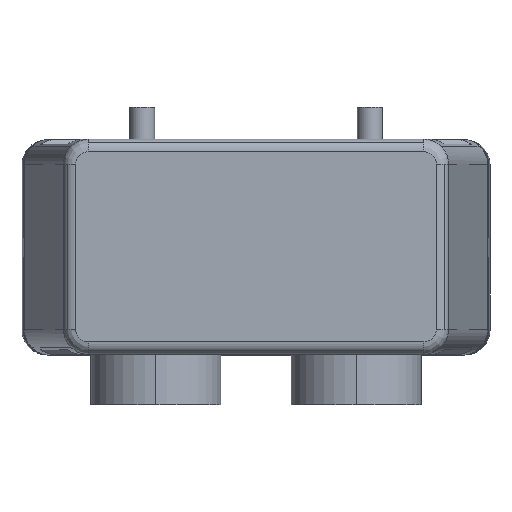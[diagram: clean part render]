
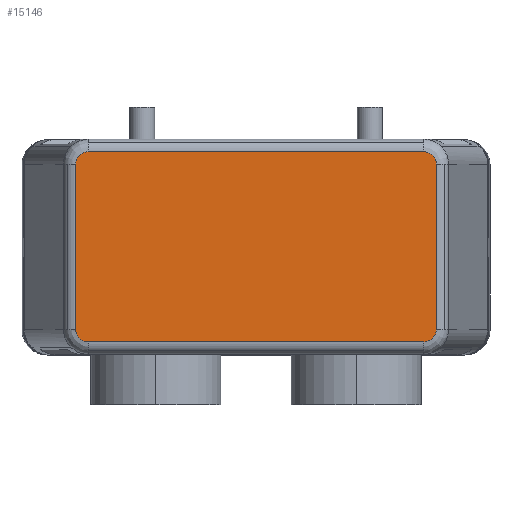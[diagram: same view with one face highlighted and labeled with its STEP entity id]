
A CAD part, top view. The second image highlights one B-rep face of the part: STEP entity #15146.
In plain terms, the highlighted planar face has unit normal (0, 0, 1).
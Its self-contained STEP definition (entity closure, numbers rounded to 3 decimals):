
#410=CARTESIAN_POINT('',(-36.018,-16.5,76.0));
#411=VERTEX_POINT('',#410);
#419=CARTESIAN_POINT('',(-36.018,16.5,76.0));
#420=VERTEX_POINT('',#419);
#421=CARTESIAN_POINT('',(-36.018,-16.5,76.0));
#422=DIRECTION('',(0.0,1.0,0.0));
#423=VECTOR('',#422,33.0);
#424=LINE('',#421,#423);
#425=EDGE_CURVE('',#411,#420,#424,.T.);
#14563=CARTESIAN_POINT('',(33.479,-19.0,76.0));
#14564=VERTEX_POINT('',#14563);
#14572=CARTESIAN_POINT('',(-33.479,-19.0,76.0));
#14573=VERTEX_POINT('',#14572);
#14574=CARTESIAN_POINT('',(33.479,-19.0,76.0));
#14575=DIRECTION('',(-1.0,0.0,0.0));
#14576=VECTOR('',#14575,66.958);
#14577=LINE('',#14574,#14576);
#14578=EDGE_CURVE('',#14564,#14573,#14577,.T.);
#14683=CARTESIAN_POINT('',(-33.479,-16.5,76.0));
#14684=DIRECTION('',(0.0,0.0,-1.0));
#14685=DIRECTION('',(-1.0,0.0,0.0));
#14686=AXIS2_PLACEMENT_3D('',#14683,#14684,#14685);
#14687=ELLIPSE('',#14686,2.539,2.5);
#14688=EDGE_CURVE('',#14573,#411,#14687,.T.);
#14775=CARTESIAN_POINT('',(36.018,-16.5,76.0));
#14776=VERTEX_POINT('',#14775);
#14784=CARTESIAN_POINT('',(33.479,-16.5,76.0));
#14785=DIRECTION('',(0.0,0.0,-1.0));
#14786=DIRECTION('',(1.0,0.0,0.0));
#14787=AXIS2_PLACEMENT_3D('',#14784,#14785,#14786);
#14788=ELLIPSE('',#14787,2.539,2.5);
#14789=EDGE_CURVE('',#14776,#14564,#14788,.T.);
#14833=CARTESIAN_POINT('',(36.018,16.5,76.0));
#14834=VERTEX_POINT('',#14833);
#14842=CARTESIAN_POINT('',(36.018,16.5,76.0));
#14843=DIRECTION('',(0.0,-1.0,0.0));
#14844=VECTOR('',#14843,33.0);
#14845=LINE('',#14842,#14844);
#14846=EDGE_CURVE('',#14834,#14776,#14845,.T.);
#14933=CARTESIAN_POINT('',(-33.479,19.0,76.0));
#14934=VERTEX_POINT('',#14933);
#14947=CARTESIAN_POINT('',(-33.479,16.5,76.0));
#14948=DIRECTION('',(0.0,0.0,-1.0));
#14949=DIRECTION('',(-1.0,0.0,0.0));
#14950=AXIS2_PLACEMENT_3D('',#14947,#14948,#14949);
#14951=ELLIPSE('',#14950,2.539,2.5);
#14952=EDGE_CURVE('',#420,#14934,#14951,.T.);
#15039=CARTESIAN_POINT('',(33.479,19.0,76.0));
#15040=VERTEX_POINT('',#15039);
#15048=CARTESIAN_POINT('',(33.479,16.5,76.0));
#15049=DIRECTION('',(0.0,0.0,-1.0));
#15050=DIRECTION('',(1.0,0.0,0.0));
#15051=AXIS2_PLACEMENT_3D('',#15048,#15049,#15050);
#15052=ELLIPSE('',#15051,2.539,2.5);
#15053=EDGE_CURVE('',#15040,#14834,#15052,.T.);
#15075=CARTESIAN_POINT('',(-33.479,19.0,76.0));
#15076=DIRECTION('',(1.0,0.0,0.0));
#15077=VECTOR('',#15076,66.958);
#15078=LINE('',#15075,#15077);
#15079=EDGE_CURVE('',#14934,#15040,#15078,.T.);
#15131=CARTESIAN_POINT('',(38.115,0.0,76.0));
#15132=DIRECTION('',(0.0,0.0,1.0));
#15133=DIRECTION('',(1.0,0.0,0.0));
#15134=AXIS2_PLACEMENT_3D('',#15131,#15132,#15133);
#15135=PLANE('',#15134);
#15136=ORIENTED_EDGE('',*,*,#14578,.F.);
#15137=ORIENTED_EDGE('',*,*,#14789,.F.);
#15138=ORIENTED_EDGE('',*,*,#14846,.F.);
#15139=ORIENTED_EDGE('',*,*,#15053,.F.);
#15140=ORIENTED_EDGE('',*,*,#15079,.F.);
#15141=ORIENTED_EDGE('',*,*,#14952,.F.);
#15142=ORIENTED_EDGE('',*,*,#425,.F.);
#15143=ORIENTED_EDGE('',*,*,#14688,.F.);
#15144=EDGE_LOOP('',(#15136,#15137,#15138,#15139,#15140,#15141,#15142,#15143));
#15145=FACE_OUTER_BOUND('',#15144,.T.);
#15146=ADVANCED_FACE('',(#15145),#15135,.T.);
